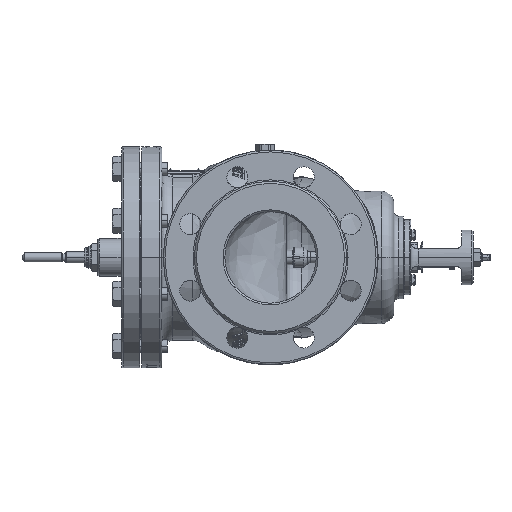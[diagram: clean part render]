
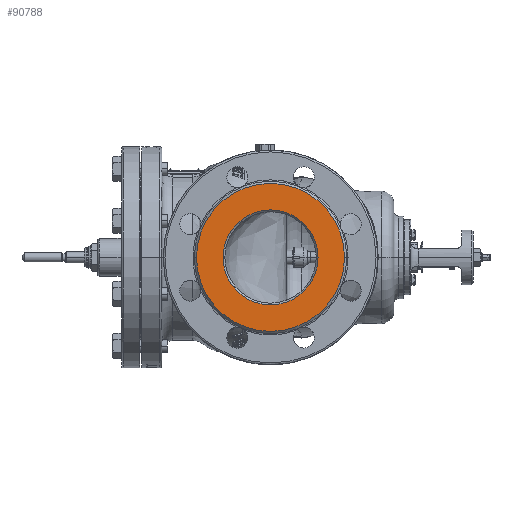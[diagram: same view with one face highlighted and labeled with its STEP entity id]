
A CAD part, left-side view. The second image highlights one B-rep face of the part: STEP entity #90788.
In plain terms, the highlighted planar face has unit normal (-1, 0, 0).
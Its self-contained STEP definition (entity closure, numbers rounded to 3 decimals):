
#32310=CARTESIAN_POINT('',(-175.,0.,0.));
#32311=DIRECTION('',(1.,0.,0.));
#32312=DIRECTION('',(0.,1.,0.));
#32313=AXIS2_PLACEMENT_3D('',#32310,#32311,#32312);
#32333=CARTESIAN_POINT('',(-175.,0.,0.));
#32334=DIRECTION('',(-1.,0.,0.));
#32335=DIRECTION('',(0.,1.,0.));
#32336=AXIS2_PLACEMENT_3D('',#32333,#32334,#32335);
#32356=CARTESIAN_POINT('',(-175.,0.,0.));
#32357=DIRECTION('',(-1.,0.,0.));
#32358=DIRECTION('',(0.,-1.,0.));
#32359=AXIS2_PLACEMENT_3D('',#32356,#32357,#32358);
#32364=CARTESIAN_POINT('',(-175.,0.,0.));
#32365=DIRECTION('',(-1.,0.,0.));
#32366=DIRECTION('',(0.,1.,0.));
#32367=AXIS2_PLACEMENT_3D('',#32364,#32365,#32366);
#39956=CARTESIAN_POINT('',(-175.,-52.,0.));
#39957=CARTESIAN_POINT('',(-175.,52.,0.));
#39958=VERTEX_POINT('',#39956);
#39959=VERTEX_POINT('',#39957);
#41915=CARTESIAN_POINT('',(-175.,81.,0.));
#41916=CARTESIAN_POINT('',(-175.,-81.,0.));
#41917=VERTEX_POINT('',#41915);
#41918=VERTEX_POINT('',#41916);
#90773=CARTESIAN_POINT('',(-175.,0.,0.));
#90774=DIRECTION('',(1.,0.,0.));
#90775=DIRECTION('',(0.,-1.,0.));
#90776=AXIS2_PLACEMENT_3D('',#90773,#90774,#90775);
#90777=PLANE('',#90776);
#90778=ORIENTED_EDGE('',*,*,#90752,.T.);
#90779=ORIENTED_EDGE('',*,*,#90766,.F.);
#90780=EDGE_LOOP('',(#90778,#90779));
#90781=FACE_OUTER_BOUND('',#90780,.F.);
#90783=ORIENTED_EDGE('',*,*,#90782,.T.);
#90785=ORIENTED_EDGE('',*,*,#90784,.T.);
#90786=EDGE_LOOP('',(#90783,#90785));
#90787=FACE_BOUND('',#90786,.F.);
#32314=CIRCLE('',#32313,81.);
#32337=CIRCLE('',#32336,81.);
#32360=CIRCLE('',#32359,52.);
#32368=CIRCLE('',#32367,52.);
#90752=EDGE_CURVE('',#41917,#41918,#32314,.T.);
#90766=EDGE_CURVE('',#41917,#41918,#32337,.T.);
#90782=EDGE_CURVE('',#39958,#39959,#32360,.T.);
#90784=EDGE_CURVE('',#39959,#39958,#32368,.T.);
#90788=ADVANCED_FACE('',(#90781,#90787),#90777,.F.);
